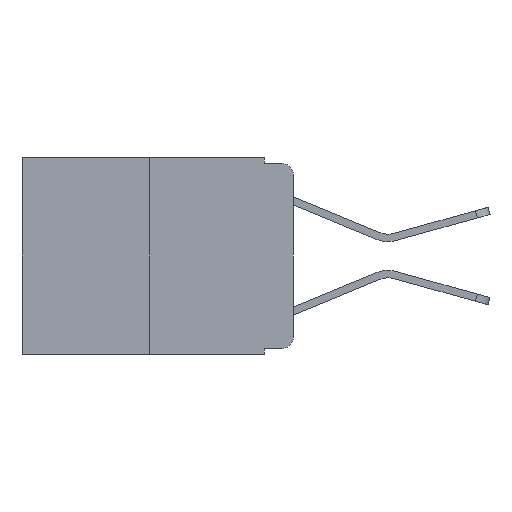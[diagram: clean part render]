
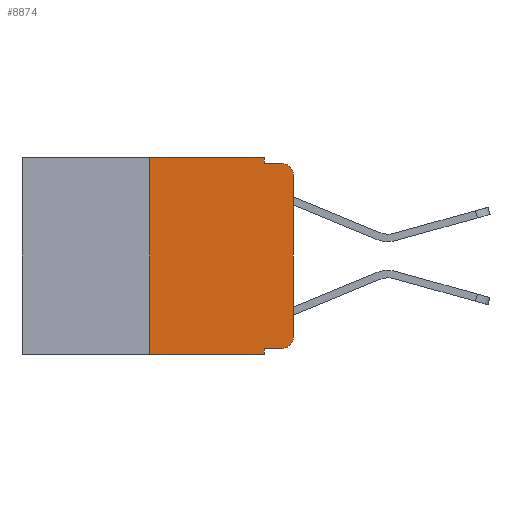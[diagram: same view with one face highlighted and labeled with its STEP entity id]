
A CAD part, left-side view. The second image highlights one B-rep face of the part: STEP entity #8874.
In plain terms, the highlighted planar face has unit normal (-1, 0, 0).
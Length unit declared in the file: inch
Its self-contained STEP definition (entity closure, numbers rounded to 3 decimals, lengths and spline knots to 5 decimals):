
#69 = CARTESIAN_POINT ( 'NONE',  ( 0., 0.25, 0. ) ) ;
#213 = CARTESIAN_POINT ( 'NONE',  ( 0., 0., -0.313 ) ) ;
#268 = EDGE_CURVE ( 'NONE', #356, #1370, #3856, .T. ) ;
#308 = CARTESIAN_POINT ( 'NONE',  ( 0., 0.051, 0. ) ) ;
#356 = VERTEX_POINT ( 'NONE', #17801 ) ;
#416 = CARTESIAN_POINT ( 'NONE',  ( 0., 0.051, -0.01 ) ) ;
#542 = CARTESIAN_POINT ( 'NONE',  ( 0., 0.25, -0.343 ) ) ;
#590 = EDGE_CURVE ( 'NONE', #12409, #15776, #9626, .T. ) ;
#1321 = ORIENTED_EDGE ( 'NONE', *, *, #4860, .F. ) ;
#1370 = VERTEX_POINT ( 'NONE', #16913 ) ;
#1516 = CARTESIAN_POINT ( 'NONE',  ( 0., 0.02, -0.313 ) ) ;
#1590 = DIRECTION ( 'NONE',  ( 0., 0., -1. ) ) ;
#2025 = DIRECTION ( 'NONE',  ( 0., -1., 0. ) ) ;
#2413 = FACE_OUTER_BOUND ( 'NONE', #15290, .T. ) ;
#2657 = ORIENTED_EDGE ( 'NONE', *, *, #7707, .F. ) ;
#3337 = DIRECTION ( 'NONE',  ( 0., 0., -1. ) ) ;
#3856 = LINE ( 'NONE', #8447, #7466 ) ;
#3921 = CARTESIAN_POINT ( 'NONE',  ( 0., 0.02, -0.03 ) ) ;
#3941 = CARTESIAN_POINT ( 'NONE',  ( 0., 0., 0. ) ) ;
#3999 = VECTOR ( 'NONE', #3337, 39.37008 ) ;
#4012 = CIRCLE ( 'NONE', #6226, 0.02 ) ;
#4233 = CARTESIAN_POINT ( 'NONE',  ( 0., 0.02, -0.01 ) ) ;
#4289 = LINE ( 'NONE', #17932, #17613 ) ;
#4601 = ORIENTED_EDGE ( 'NONE', *, *, #590, .F. ) ;
#4860 = EDGE_CURVE ( 'NONE', #19723, #5727, #18302, .T. ) ;
#4974 = CARTESIAN_POINT ( 'NONE',  ( 0., 0.051, 0. ) ) ;
#5685 = DIRECTION ( 'NONE',  ( 0., -1., 0. ) ) ;
#5727 = VERTEX_POINT ( 'NONE', #4974 ) ;
#5752 = ORIENTED_EDGE ( 'NONE', *, *, #6234, .T. ) ;
#5838 = ORIENTED_EDGE ( 'NONE', *, *, #6407, .T. ) ;
#6226 = AXIS2_PLACEMENT_3D ( 'NONE', #1516, #12421, #10711 ) ;
#6234 = EDGE_CURVE ( 'NONE', #17593, #11415, #8330, .T. ) ;
#6326 = CARTESIAN_POINT ( 'NONE',  ( 0., 0., -0.03 ) ) ;
#6407 = EDGE_CURVE ( 'NONE', #12243, #1370, #17786, .T. ) ;
#6690 = CARTESIAN_POINT ( 'NONE',  ( 0., 0.473, 0. ) ) ;
#6727 = ORIENTED_EDGE ( 'NONE', *, *, #268, .F. ) ;
#6974 = PLANE ( 'NONE',  #9086 ) ;
#7466 = VECTOR ( 'NONE', #11760, 39.37008 ) ;
#7522 = ORIENTED_EDGE ( 'NONE', *, *, #10152, .T. ) ;
#7707 = EDGE_CURVE ( 'NONE', #5727, #12409, #9123, .T. ) ;
#8231 = EDGE_CURVE ( 'NONE', #11415, #15776, #11640, .T. ) ;
#8330 = LINE ( 'NONE', #3941, #8725 ) ;
#8447 = CARTESIAN_POINT ( 'NONE',  ( 0., 0.051, 0. ) ) ;
#8725 = VECTOR ( 'NONE', #19206, 39.37008 ) ;
#8825 = ORIENTED_EDGE ( 'NONE', *, *, #8231, .T. ) ;
#8874 = ADVANCED_FACE ( 'NONE', ( #2413 ), #6974, .F. ) ;
#9086 = AXIS2_PLACEMENT_3D ( 'NONE', #13103, #16717, #1590 ) ;
#9123 = LINE ( 'NONE', #308, #3999 ) ;
#9440 = VECTOR ( 'NONE', #5685, 39.37008 ) ;
#9626 = LINE ( 'NONE', #416, #9741 ) ;
#9741 = VECTOR ( 'NONE', #11137, 39.37008 ) ;
#9835 = EDGE_CURVE ( 'NONE', #15507, #17593, #4012, .T. ) ;
#10014 = DIRECTION ( 'NONE',  ( -1., 0., 0. ) ) ;
#10136 = DIRECTION ( 'NONE',  ( 0., -1., 0. ) ) ;
#10143 = ORIENTED_EDGE ( 'NONE', *, *, #16015, .F. ) ;
#10152 = EDGE_CURVE ( 'NONE', #356, #15507, #11607, .T. ) ;
#10711 = DIRECTION ( 'NONE',  ( 0., 0., -1. ) ) ;
#11137 = DIRECTION ( 'NONE',  ( 0., -1., 0. ) ) ;
#11415 = VERTEX_POINT ( 'NONE', #6326 ) ;
#11432 = DIRECTION ( 'NONE',  ( 0., 0., -1. ) ) ;
#11607 = LINE ( 'NONE', #13496, #9440 ) ;
#11640 = CIRCLE ( 'NONE', #13859, 0.02 ) ;
#11760 = DIRECTION ( 'NONE',  ( 0., 0., -1. ) ) ;
#11998 = DIRECTION ( 'NONE',  ( 0., 0., 1. ) ) ;
#12243 = VERTEX_POINT ( 'NONE', #542 ) ;
#12409 = VERTEX_POINT ( 'NONE', #19807 ) ;
#12421 = DIRECTION ( 'NONE',  ( -1., 0., 0. ) ) ;
#13103 = CARTESIAN_POINT ( 'NONE',  ( 0., 0.473, 0. ) ) ;
#13496 = CARTESIAN_POINT ( 'NONE',  ( 0., 0.051, -0.333 ) ) ;
#13859 = AXIS2_PLACEMENT_3D ( 'NONE', #3921, #10014, #11432 ) ;
#15290 = EDGE_LOOP ( 'NONE', ( #5752, #8825, #4601, #2657, #1321, #10143, #5838, #6727, #7522, #15531 ) ) ;
#15507 = VERTEX_POINT ( 'NONE', #17076 ) ;
#15531 = ORIENTED_EDGE ( 'NONE', *, *, #9835, .T. ) ;
#15776 = VERTEX_POINT ( 'NONE', #4233 ) ;
#16015 = EDGE_CURVE ( 'NONE', #12243, #19723, #4289, .T. ) ;
#16264 = CARTESIAN_POINT ( 'NONE',  ( 0., 0.473, -0.343 ) ) ;
#16717 = DIRECTION ( 'NONE',  ( 1., 0., 0. ) ) ;
#16913 = CARTESIAN_POINT ( 'NONE',  ( 0., 0.051, -0.343 ) ) ;
#17076 = CARTESIAN_POINT ( 'NONE',  ( 0., 0.02, -0.333 ) ) ;
#17593 = VERTEX_POINT ( 'NONE', #213 ) ;
#17613 = VECTOR ( 'NONE', #11998, 39.37008 ) ;
#17735 = VECTOR ( 'NONE', #10136, 39.37008 ) ;
#17786 = LINE ( 'NONE', #16264, #17735 ) ;
#17801 = CARTESIAN_POINT ( 'NONE',  ( 0., 0.051, -0.333 ) ) ;
#17932 = CARTESIAN_POINT ( 'NONE',  ( 0., 0.25, 0. ) ) ;
#18302 = LINE ( 'NONE', #6690, #19200 ) ;
#19200 = VECTOR ( 'NONE', #2025, 39.37008 ) ;
#19206 = DIRECTION ( 'NONE',  ( 0., 0., 1. ) ) ;
#19723 = VERTEX_POINT ( 'NONE', #69 ) ;
#19807 = CARTESIAN_POINT ( 'NONE',  ( 0., 0.051, -0.01 ) ) ;
